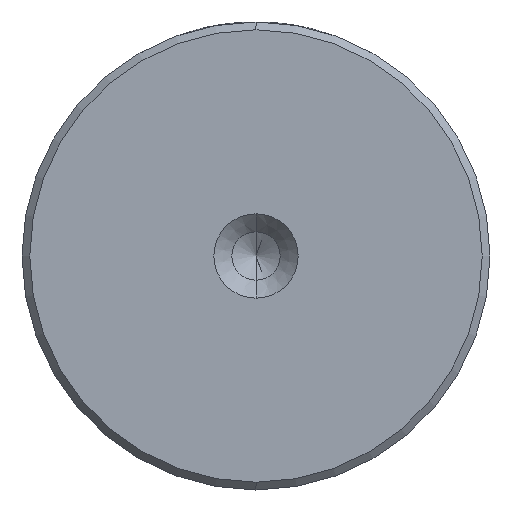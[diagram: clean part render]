
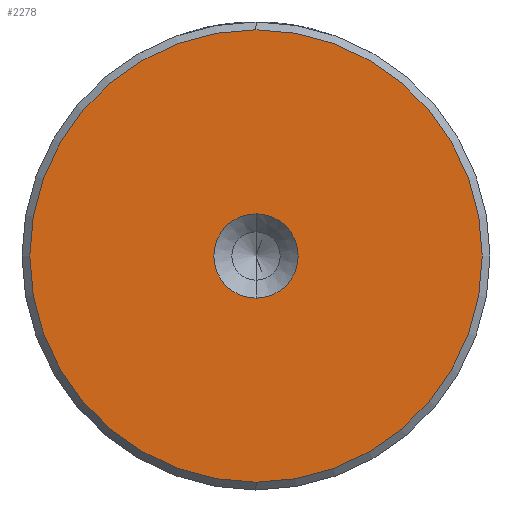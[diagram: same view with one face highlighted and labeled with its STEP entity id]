
A CAD part, left-side view. The second image highlights one B-rep face of the part: STEP entity #2278.
In plain terms, the highlighted planar face has unit normal (-1, 0, 0).
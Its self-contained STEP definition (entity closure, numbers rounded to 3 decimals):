
#3 = VERTEX_POINT ( 'NONE', #362 ) ;
#45 = DIRECTION ( 'NONE',  ( 0., 0., 1. ) ) ;
#69 = CARTESIAN_POINT ( 'NONE',  ( 0., 0., 0. ) ) ;
#194 = ORIENTED_EDGE ( 'NONE', *, *, #848, .T. ) ;
#204 = EDGE_LOOP ( 'NONE', ( #194, #1812 ) ) ;
#234 = CARTESIAN_POINT ( 'NONE',  ( 0., 0., 0. ) ) ;
#265 = DIRECTION ( 'NONE',  ( 0., 0., 1. ) ) ;
#362 = CARTESIAN_POINT ( 'NONE',  ( 0., 0., -2.7 ) ) ;
#382 = CIRCLE ( 'NONE', #430, 14.5 ) ;
#429 = DIRECTION ( 'NONE',  ( 0., 0., 1. ) ) ;
#430 = AXIS2_PLACEMENT_3D ( 'NONE', #234, #1521, #429 ) ;
#443 = EDGE_LOOP ( 'NONE', ( #721, #1006 ) ) ;
#596 = EDGE_CURVE ( 'NONE', #1086, #3, #772, .T. ) ;
#721 = ORIENTED_EDGE ( 'NONE', *, *, #596, .F. ) ;
#729 = AXIS2_PLACEMENT_3D ( 'NONE', #2175, #2011, #1830 ) ;
#772 = CIRCLE ( 'NONE', #729, 2.7 ) ;
#794 = DIRECTION ( 'NONE',  ( -1., 0., 0. ) ) ;
#798 = AXIS2_PLACEMENT_3D ( 'NONE', #2235, #1157, #45 ) ;
#826 = CIRCLE ( 'NONE', #1763, 14.5 ) ;
#829 = CARTESIAN_POINT ( 'NONE',  ( 0., 0., 14.5 ) ) ;
#848 = EDGE_CURVE ( 'NONE', #2190, #1161, #382, .T. ) ;
#866 = EDGE_CURVE ( 'NONE', #3, #1086, #1704, .T. ) ;
#955 = FACE_OUTER_BOUND ( 'NONE', #204, .T. ) ;
#1006 = ORIENTED_EDGE ( 'NONE', *, *, #866, .F. ) ;
#1032 = CARTESIAN_POINT ( 'NONE',  ( 0., 0., -14.5 ) ) ;
#1086 = VERTEX_POINT ( 'NONE', #2022 ) ;
#1157 = DIRECTION ( 'NONE',  ( -1., 0., 0. ) ) ;
#1161 = VERTEX_POINT ( 'NONE', #829 ) ;
#1365 = DIRECTION ( 'NONE',  ( -1., 0., 0. ) ) ;
#1519 = CARTESIAN_POINT ( 'NONE',  ( 0., 0., 0. ) ) ;
#1521 = DIRECTION ( 'NONE',  ( -1., 0., 0. ) ) ;
#1704 = CIRCLE ( 'NONE', #798, 2.7 ) ;
#1712 = AXIS2_PLACEMENT_3D ( 'NONE', #1519, #794, #2068 ) ;
#1763 = AXIS2_PLACEMENT_3D ( 'NONE', #69, #1365, #265 ) ;
#1812 = ORIENTED_EDGE ( 'NONE', *, *, #2081, .T. ) ;
#1830 = DIRECTION ( 'NONE',  ( 0., 0., 1. ) ) ;
#1884 = PLANE ( 'NONE',  #1712 ) ;
#1947 = FACE_BOUND ( 'NONE', #443, .T. ) ;
#2011 = DIRECTION ( 'NONE',  ( -1., 0., 0. ) ) ;
#2022 = CARTESIAN_POINT ( 'NONE',  ( 0., 0., 2.7 ) ) ;
#2068 = DIRECTION ( 'NONE',  ( 0., 0., 1. ) ) ;
#2081 = EDGE_CURVE ( 'NONE', #1161, #2190, #826, .T. ) ;
#2175 = CARTESIAN_POINT ( 'NONE',  ( 0., 0., 0. ) ) ;
#2190 = VERTEX_POINT ( 'NONE', #1032 ) ;
#2235 = CARTESIAN_POINT ( 'NONE',  ( 0., 0., 0. ) ) ;
#2278 = ADVANCED_FACE ( 'NONE', ( #955, #1947 ), #1884, .T. ) ;
